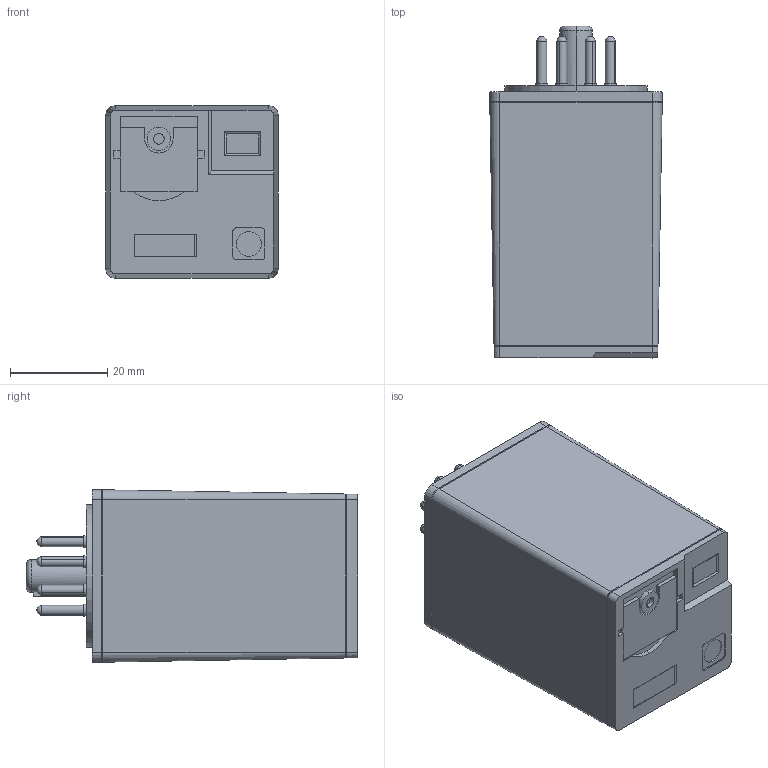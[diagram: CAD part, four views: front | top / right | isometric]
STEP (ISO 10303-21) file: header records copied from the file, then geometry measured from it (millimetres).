
FILE_DESCRIPTION (( 'STEP AP214' ), '1' );
FILE_NAME ('750R-2C-24D.STEP', '2015-04-16T18:33:48', ( '' ), ( '' ), 'SwSTEP 2.0', 'SolidWorks 2014', '' );
FILE_SCHEMA (( 'AUTOMOTIVE_DESIGN' ));
Length unit declared in the file: inch
Products named in the file (1): 750R-2C-24D
Bounding box: 35.52 x 68.2 x 35.52 mm (x, y, z)
Volume: 66317.5 mm3; surface area: 11208.8 mm2
Topology: 1 solids, 1 shells, 162 faces, 409 edges, 270 vertices
Faces by surface type: plane 90, cylinder 50, cone 12, sphere 8, torus 2
Entity records: 6841 total; most frequent: DIRECTION 841, CARTESIAN_POINT 802, ORIENTED_EDGE 770, EDGE_CURVE 385, AXIS2_PLACEMENT_3D 293, LINE 255, VECTOR 255, VERTEX_POINT 254
